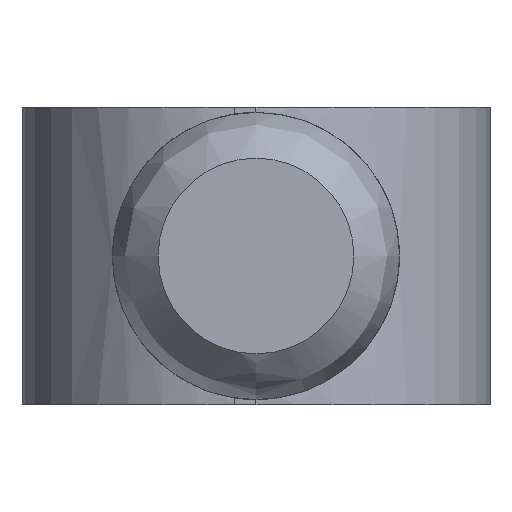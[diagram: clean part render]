
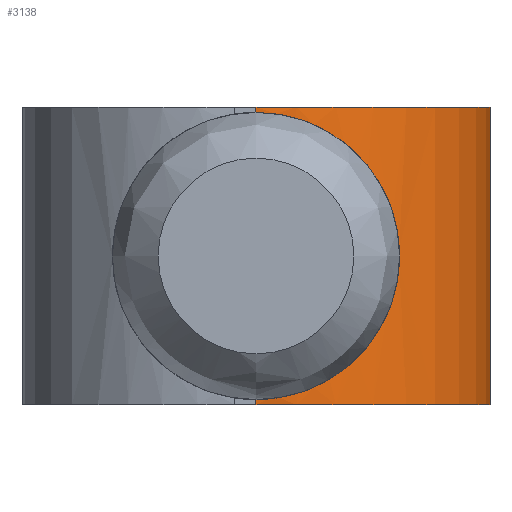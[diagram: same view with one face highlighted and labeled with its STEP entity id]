
A CAD part, left-side view. The second image highlights one B-rep face of the part: STEP entity #3138.
In plain terms, the highlighted cylindrical face has radius 11 mm (diameter 22 mm), a partial arc.
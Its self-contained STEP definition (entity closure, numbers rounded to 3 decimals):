
#49=CIRCLE($,#3237,11.);
#51=CIRCLE($,#3244,11.);
#58=CYLINDRICAL_SURFACE($,#3246,11.);
#303=FACE_OUTER_BOUND($,#488,.T.);
#488=EDGE_LOOP($,(#2824,#2825,#2826,#2827,#2828,#2829));
#522=B_SPLINE_CURVE_WITH_KNOTS($,3,(#4157,#4158,#4159,#4160,#4161,#4162,
#4163,#4164,#4165,#4166,#4167,#4168,#4169,#4170,#4171,#4172,#4173,#4174,
#4175),.UNSPECIFIED.,.F.,.F.,(4,2,2,2,3,2,2,2,4),(-1.051,-0.789,
-0.527,-0.264,0.,0.264,0.527,
0.789,1.051),.UNSPECIFIED.);
#927=LINE($,#5992,#1203);
#932=LINE($,#6004,#1208);
#934=LINE($,#6007,#1210);
#1203=VECTOR($,#3714,0.25);
#1208=VECTOR($,#3725,14.);
#1210=VECTOR($,#3729,0.25);
#1276=VERTEX_POINT($,#4155);
#1277=VERTEX_POINT($,#4156);
#1506=VERTEX_POINT($,#5971);
#1510=VERTEX_POINT($,#5979);
#1515=VERTEX_POINT($,#5998);
#1516=VERTEX_POINT($,#6000);
#1610=EDGE_CURVE($,#1276,#1277,#522,.T.);
#1956=EDGE_CURVE($,#1506,#1510,#49,.T.);
#1961=EDGE_CURVE($,#1276,#1510,#927,.T.);
#1965=EDGE_CURVE($,#1516,#1515,#51,.T.);
#1967=EDGE_CURVE($,#1515,#1506,#932,.T.);
#1969=EDGE_CURVE($,#1516,#1277,#934,.T.);
#2824=ORIENTED_EDGE($,*,*,#1610,.T.);
#2825=ORIENTED_EDGE($,*,*,#1969,.F.);
#2826=ORIENTED_EDGE($,*,*,#1965,.T.);
#2827=ORIENTED_EDGE($,*,*,#1967,.T.);
#2828=ORIENTED_EDGE($,*,*,#1956,.T.);
#2829=ORIENTED_EDGE($,*,*,#1961,.F.);
#3138=ADVANCED_FACE($,(#303),#58,.T.);
#3237=AXIS2_PLACEMENT_3D($,#5981,#3699,#3700);
#3244=AXIS2_PLACEMENT_3D($,#6001,#3720,#3721);
#3246=AXIS2_PLACEMENT_3D($,#6006,#3727,#3728);
#3699=DIRECTION('center_axis',(0.,0.,-1.));
#3700=DIRECTION('ref_axis',(-1.,0.,0.));
#3714=DIRECTION($,(0.,0.,1.));
#3720=DIRECTION('center_axis',(0.,0.,1.));
#3721=DIRECTION('ref_axis',(-1.,0.,0.));
#3725=DIRECTION($,(0.,0.,1.));
#3727=DIRECTION('center_axis',(0.,0.,1.));
#3728=DIRECTION('ref_axis',(-1.,0.,0.));
#3729=DIRECTION($,(0.,0.,1.));
#4155=CARTESIAN_POINT('',(-26.5,0.,6.75));
#4156=CARTESIAN_POINT('',(-26.5,0.,-6.75));
#4157=CARTESIAN_POINT('Ctrl Pts',(-26.5,0.,6.75));
#4158=CARTESIAN_POINT('Ctrl Pts',(-26.5,-0.873,6.75));
#4159=CARTESIAN_POINT('Ctrl Pts',(-26.387,-1.788,6.571));
#4160=CARTESIAN_POINT('Ctrl Pts',(-25.981,-3.445,5.874));
#4161=CARTESIAN_POINT('Ctrl Pts',(-25.692,-4.189,5.357));
#4162=CARTESIAN_POINT('Ctrl Pts',(-25.127,-5.361,4.185));
#4163=CARTESIAN_POINT('Ctrl Pts',(-24.809,-5.875,3.442));
#4164=CARTESIAN_POINT('Ctrl Pts',(-24.333,-6.569,1.791));
#4165=CARTESIAN_POINT('Ctrl Pts',(-24.185,-6.75,0.879));
#4166=CARTESIAN_POINT('Ctrl Pts',(-24.185,-6.75,0.));
#4167=CARTESIAN_POINT('Ctrl Pts',(-24.185,-6.75,-0.879));
#4168=CARTESIAN_POINT('Ctrl Pts',(-24.333,-6.569,-1.791));
#4169=CARTESIAN_POINT('Ctrl Pts',(-24.809,-5.875,-3.442));
#4170=CARTESIAN_POINT('Ctrl Pts',(-25.127,-5.361,-4.185));
#4171=CARTESIAN_POINT('Ctrl Pts',(-25.692,-4.189,-5.357));
#4172=CARTESIAN_POINT('Ctrl Pts',(-25.981,-3.445,-5.874));
#4173=CARTESIAN_POINT('Ctrl Pts',(-26.387,-1.788,-6.571));
#4174=CARTESIAN_POINT('Ctrl Pts',(-26.5,-0.873,-6.75));
#4175=CARTESIAN_POINT('Ctrl Pts',(-26.5,0.,-6.75));
#5971=CARTESIAN_POINT('',(-15.5,-11.,7.));
#5979=CARTESIAN_POINT('',(-26.5,0.,7.));
#5981=CARTESIAN_POINT('Origin',(-15.5,0.,7.));
#5992=CARTESIAN_POINT($,(-26.5,0.,0.));
#5998=CARTESIAN_POINT('',(-15.5,-11.,-7.));
#6000=CARTESIAN_POINT('',(-26.5,0.,-7.));
#6001=CARTESIAN_POINT('Origin',(-15.5,0.,-7.));
#6004=CARTESIAN_POINT($,(-15.5,-11.,0.));
#6006=CARTESIAN_POINT('Origin',(-15.5,0.,0.));
#6007=CARTESIAN_POINT($,(-26.5,0.,0.));
